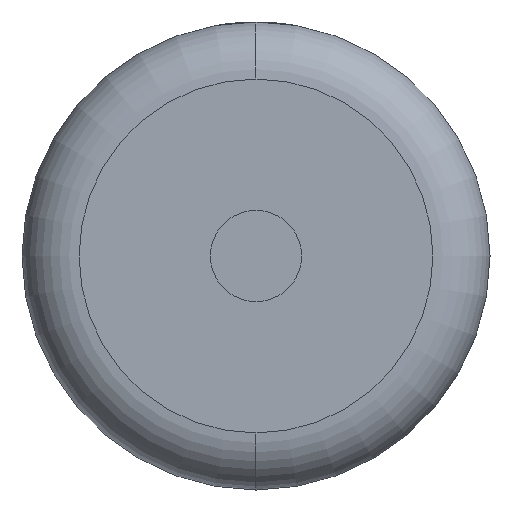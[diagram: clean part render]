
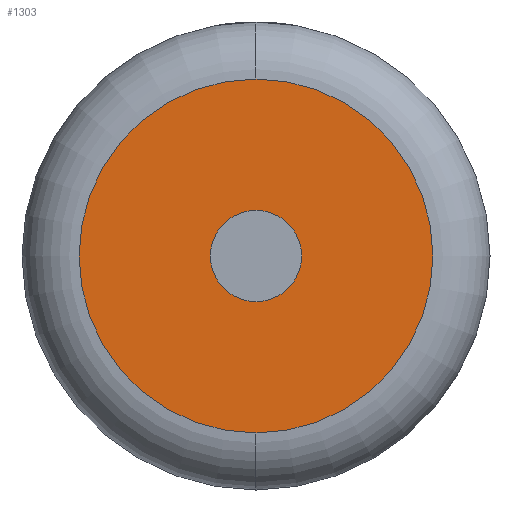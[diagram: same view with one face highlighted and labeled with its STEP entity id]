
A CAD part, left-side view. The second image highlights one B-rep face of the part: STEP entity #1303.
In plain terms, the highlighted planar face has unit normal (-1, 0, 0).
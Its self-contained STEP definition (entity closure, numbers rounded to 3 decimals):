
#11 = DIRECTION ( 'NONE',  ( 0., 0., -1. ) ) ;
#150 = CIRCLE ( 'NONE', #5273, 4. ) ;
#421 = CIRCLE ( 'NONE', #3852, 15.5 ) ;
#424 = DIRECTION ( 'NONE',  ( -1., 0., 0. ) ) ;
#464 = CARTESIAN_POINT ( 'NONE',  ( 0., 0., 0. ) ) ;
#806 = ORIENTED_EDGE ( 'NONE', *, *, #5299, .F. ) ;
#975 = PLANE ( 'NONE',  #4410 ) ;
#1054 = DIRECTION ( 'NONE',  ( 1., 0., 0. ) ) ;
#1081 = ORIENTED_EDGE ( 'NONE', *, *, #3961, .T. ) ;
#1088 = FACE_OUTER_BOUND ( 'NONE', #1161, .T. ) ;
#1161 = EDGE_LOOP ( 'NONE', ( #4612, #1081 ) ) ;
#1302 = EDGE_CURVE ( 'NONE', #1641, #3990, #150, .T. ) ;
#1303 = ADVANCED_FACE ( 'NONE', ( #1088, #6679 ), #975, .F. ) ;
#1369 = VERTEX_POINT ( 'NONE', #2544 ) ;
#1641 = VERTEX_POINT ( 'NONE', #4766 ) ;
#1684 = CARTESIAN_POINT ( 'NONE',  ( 0., 0., -15.5 ) ) ;
#1747 = AXIS2_PLACEMENT_3D ( 'NONE', #4072, #2959, #2027 ) ;
#1915 = VERTEX_POINT ( 'NONE', #1684 ) ;
#1926 = CARTESIAN_POINT ( 'NONE',  ( 0., 0., 0. ) ) ;
#2027 = DIRECTION ( 'NONE',  ( 0., 0., -1. ) ) ;
#2194 = AXIS2_PLACEMENT_3D ( 'NONE', #5643, #3916, #4930 ) ;
#2544 = CARTESIAN_POINT ( 'NONE',  ( 0., 0., 15.5 ) ) ;
#2699 = DIRECTION ( 'NONE',  ( 0., 0., -1. ) ) ;
#2730 = DIRECTION ( 'NONE',  ( 0., 0., -1. ) ) ;
#2757 = EDGE_LOOP ( 'NONE', ( #4450, #806 ) ) ;
#2796 = CIRCLE ( 'NONE', #2194, 15.5 ) ;
#2959 = DIRECTION ( 'NONE',  ( -1., 0., 0. ) ) ;
#3206 = EDGE_CURVE ( 'NONE', #1915, #1369, #421, .T. ) ;
#3852 = AXIS2_PLACEMENT_3D ( 'NONE', #1926, #5233, #11 ) ;
#3916 = DIRECTION ( 'NONE',  ( -1., 0., 0. ) ) ;
#3961 = EDGE_CURVE ( 'NONE', #1369, #1915, #2796, .T. ) ;
#3990 = VERTEX_POINT ( 'NONE', #4897 ) ;
#4072 = CARTESIAN_POINT ( 'NONE',  ( 0., 0., 0. ) ) ;
#4118 = CIRCLE ( 'NONE', #1747, 4. ) ;
#4410 = AXIS2_PLACEMENT_3D ( 'NONE', #5570, #1054, #2730 ) ;
#4450 = ORIENTED_EDGE ( 'NONE', *, *, #1302, .F. ) ;
#4612 = ORIENTED_EDGE ( 'NONE', *, *, #3206, .T. ) ;
#4766 = CARTESIAN_POINT ( 'NONE',  ( 0., 0., -4. ) ) ;
#4897 = CARTESIAN_POINT ( 'NONE',  ( 0., 0., 4. ) ) ;
#4930 = DIRECTION ( 'NONE',  ( 0., 0., -1. ) ) ;
#5233 = DIRECTION ( 'NONE',  ( -1., 0., 0. ) ) ;
#5273 = AXIS2_PLACEMENT_3D ( 'NONE', #464, #424, #2699 ) ;
#5299 = EDGE_CURVE ( 'NONE', #3990, #1641, #4118, .T. ) ;
#5570 = CARTESIAN_POINT ( 'NONE',  ( 0., 0., 0. ) ) ;
#5643 = CARTESIAN_POINT ( 'NONE',  ( 0., 0., 0. ) ) ;
#6679 = FACE_BOUND ( 'NONE', #2757, .T. ) ;
